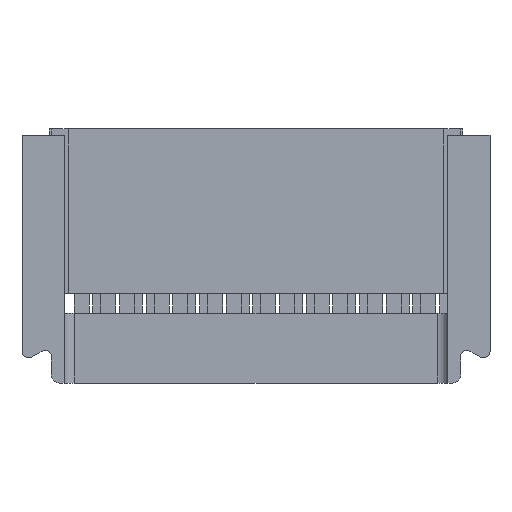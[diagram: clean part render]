
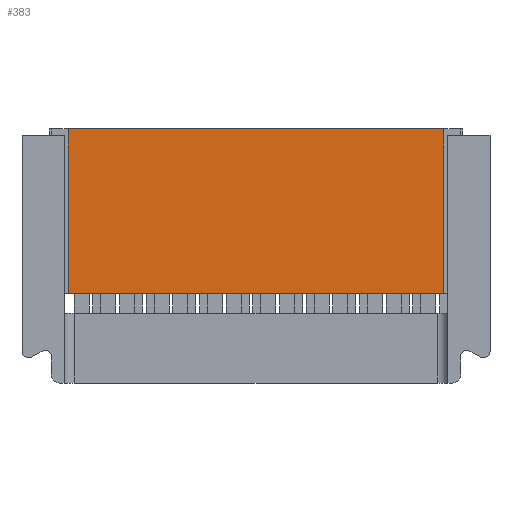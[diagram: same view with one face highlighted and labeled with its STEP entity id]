
A CAD part, front view. The second image highlights one B-rep face of the part: STEP entity #383.
In plain terms, the highlighted planar face has unit normal (0, -1, 0).
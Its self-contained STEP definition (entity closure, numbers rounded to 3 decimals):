
#383=ADVANCED_FACE('',(#1197),#1198,.T.);
#1197=FACE_OUTER_BOUND('',#2072,.T.);
#1198=PLANE('',#2073);
#2072=EDGE_LOOP('',(#5121,#5122,#5123,#5124));
#2073=AXIS2_PLACEMENT_3D('',#5125,#5126,#5127);
#5121=ORIENTED_EDGE('',*,*,#6471,.T.);
#5122=ORIENTED_EDGE('',*,*,#5647,.F.);
#5123=ORIENTED_EDGE('',*,*,#6098,.F.);
#5124=ORIENTED_EDGE('',*,*,#6130,.T.);
#5125=CARTESIAN_POINT('',(8.94,-3.05,0.0));
#5126=DIRECTION('',(0.0,-1.0,0.0));
#5127=DIRECTION('',(0.0,0.0,-1.0));
#5647=EDGE_CURVE('',#6800,#6802,#6803,.T.);
#6098=EDGE_CURVE('',#7567,#6800,#7568,.T.);
#6130=EDGE_CURVE('',#7567,#7620,#7622,.T.);
#6471=EDGE_CURVE('',#7620,#6802,#8177,.T.);
#6800=VERTEX_POINT('',#8657);
#6802=VERTEX_POINT('',#8660);
#6803=LINE('',#8661,#8662);
#7567=VERTEX_POINT('',#9859);
#7568=LINE('',#9860,#9861);
#7620=VERTEX_POINT('',#9943);
#7622=LINE('',#9946,#9947);
#8177=LINE('',#10842,#10843);
#8657=CARTESIAN_POINT('',(8.94,-3.05,-7.85));
#8660=CARTESIAN_POINT('',(-8.94,-3.05,-7.85));
#8661=CARTESIAN_POINT('',(8.94,-3.05,-7.85));
#8662=VECTOR('',#11439,17.88);
#9859=CARTESIAN_POINT('',(8.94,-3.05,0.0));
#9860=CARTESIAN_POINT('',(8.94,-3.05,0.0));
#9861=VECTOR('',#11924,7.85);
#9943=CARTESIAN_POINT('',(-8.94,-3.05,0.0));
#9946=CARTESIAN_POINT('',(8.94,-3.05,0.0));
#9947=VECTOR('',#11956,17.88);
#10842=CARTESIAN_POINT('',(-8.94,-3.05,0.0));
#10843=VECTOR('',#12297,7.85);
#11439=DIRECTION('',(-1.0,0.0,0.0));
#11924=DIRECTION('',(0.0,0.0,-1.0));
#11956=DIRECTION('',(-1.0,0.0,0.0));
#12297=DIRECTION('',(0.0,0.0,-1.0));
